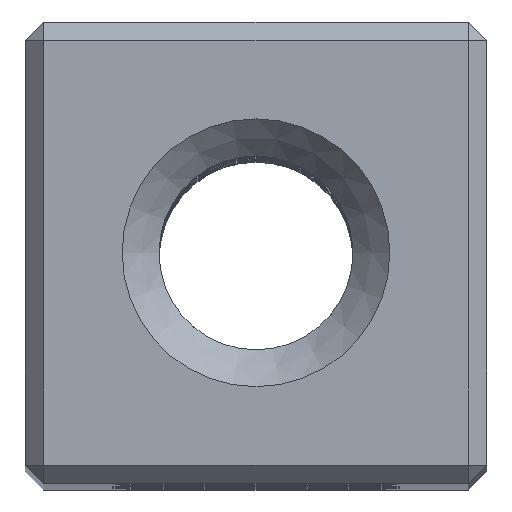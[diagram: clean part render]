
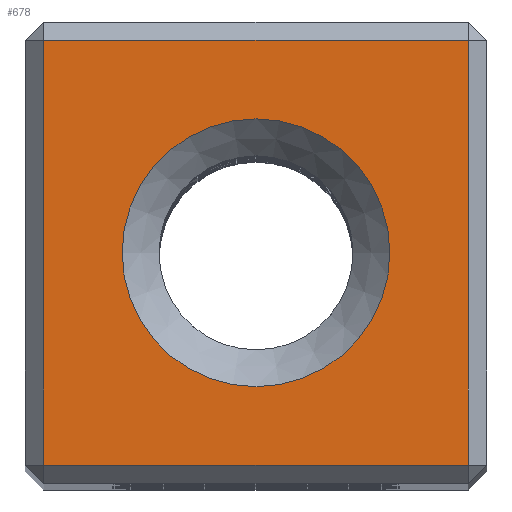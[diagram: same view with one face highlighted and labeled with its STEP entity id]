
A CAD part, top view. The second image highlights one B-rep face of the part: STEP entity #678.
In plain terms, the highlighted planar face has unit normal (0, 0, 1).
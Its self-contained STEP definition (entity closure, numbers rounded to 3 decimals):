
#212 = VERTEX_POINT('',#213);
#213 = CARTESIAN_POINT('',(4.6,-4.6,80.));
#221 = VERTEX_POINT('',#222);
#222 = CARTESIAN_POINT('',(4.6,4.6,80.));
#228 = EDGE_CURVE('',#212,#221,#229,.T.);
#229 = LINE('',#230,#231);
#230 = CARTESIAN_POINT('',(4.6,-5.,80.));
#231 = VECTOR('',#232,1.);
#232 = DIRECTION('',(0.,1.,0.));
#678 = ADVANCED_FACE('',(#679,#690),#715,.T.);
#679 = FACE_BOUND('',#680,.T.);
#680 = EDGE_LOOP('',(#681));
#681 = ORIENTED_EDGE('',*,*,#682,.F.);
#682 = EDGE_CURVE('',#683,#683,#685,.T.);
#683 = VERTEX_POINT('',#684);
#684 = CARTESIAN_POINT('',(2.9,0.,80.));
#685 = CIRCLE('',#686,2.9);
#686 = AXIS2_PLACEMENT_3D('',#687,#688,#689);
#687 = CARTESIAN_POINT('',(0.,0.,80.));
#688 = DIRECTION('',(0.,0.,1.));
#689 = DIRECTION('',(1.,0.,0.));
#690 = FACE_BOUND('',#691,.T.);
#691 = EDGE_LOOP('',(#692,#700,#708,#714));
#692 = ORIENTED_EDGE('',*,*,#693,.T.);
#693 = EDGE_CURVE('',#221,#694,#696,.T.);
#694 = VERTEX_POINT('',#695);
#695 = CARTESIAN_POINT('',(-4.6,4.6,80.));
#696 = LINE('',#697,#698);
#697 = CARTESIAN_POINT('',(5.,4.6,80.));
#698 = VECTOR('',#699,1.);
#699 = DIRECTION('',(-1.,0.,0.));
#700 = ORIENTED_EDGE('',*,*,#701,.T.);
#701 = EDGE_CURVE('',#694,#702,#704,.T.);
#702 = VERTEX_POINT('',#703);
#703 = CARTESIAN_POINT('',(-4.6,-4.6,80.));
#704 = LINE('',#705,#706);
#705 = CARTESIAN_POINT('',(-4.6,5.,80.));
#706 = VECTOR('',#707,1.);
#707 = DIRECTION('',(0.,-1.,0.));
#708 = ORIENTED_EDGE('',*,*,#709,.T.);
#709 = EDGE_CURVE('',#702,#212,#710,.T.);
#710 = LINE('',#711,#712);
#711 = CARTESIAN_POINT('',(-5.,-4.6,80.));
#712 = VECTOR('',#713,1.);
#713 = DIRECTION('',(1.,0.,0.));
#714 = ORIENTED_EDGE('',*,*,#228,.T.);
#715 = PLANE('',#716);
#716 = AXIS2_PLACEMENT_3D('',#717,#718,#719);
#717 = CARTESIAN_POINT('',(0.,0.,80.)
  );
#718 = DIRECTION('',(0.,0.,1.));
#719 = DIRECTION('',(1.,0.,0.));
